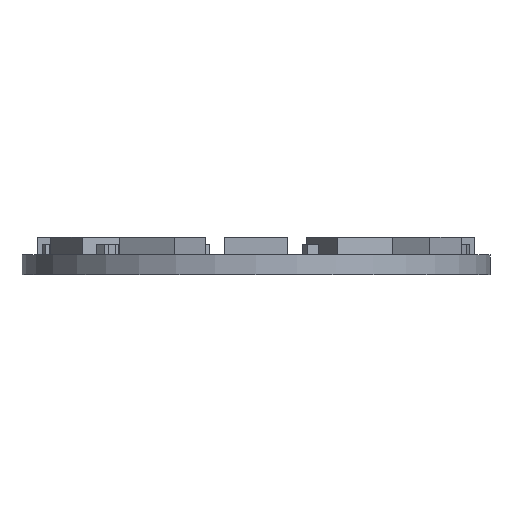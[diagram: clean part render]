
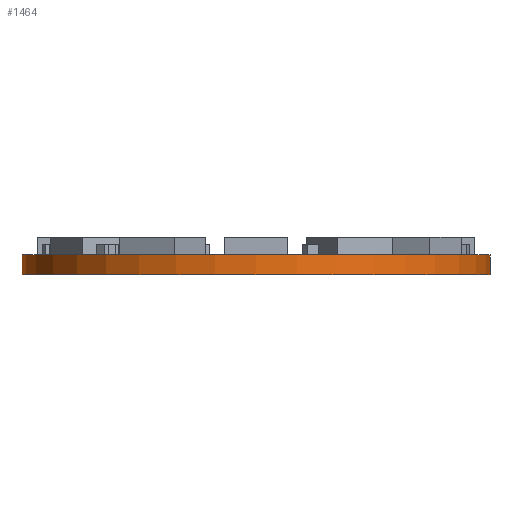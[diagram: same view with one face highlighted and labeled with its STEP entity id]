
A CAD part, front view. The second image highlights one B-rep face of the part: STEP entity #1464.
In plain terms, the highlighted cylindrical face has radius 18.415 mm (diameter 36.83 mm), a full revolution.
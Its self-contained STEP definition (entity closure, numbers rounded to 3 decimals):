
#252=FACE_OUTER_BOUND('',#317,.T.);
#317=EDGE_LOOP('',(#1137,#1138,#1139,#1140));
#463=LINE('',#2391,#553);
#553=VECTOR('',#1992,18.415);
#683=CIRCLE('',#1650,18.415);
#684=CIRCLE('',#1651,18.415);
#767=VERTEX_POINT('',#2388);
#768=VERTEX_POINT('',#2390);
#923=EDGE_CURVE('',#767,#767,#683,.T.);
#924=EDGE_CURVE('',#767,#768,#463,.T.);
#925=EDGE_CURVE('',#768,#768,#684,.T.);
#1137=ORIENTED_EDGE('',*,*,#923,.F.);
#1138=ORIENTED_EDGE('',*,*,#924,.T.);
#1139=ORIENTED_EDGE('',*,*,#925,.T.);
#1140=ORIENTED_EDGE('',*,*,#924,.F.);
#1365=CYLINDRICAL_SURFACE('',#1649,18.415);
#1464=ADVANCED_FACE('',(#252),#1365,.T.);
#1649=AXIS2_PLACEMENT_3D('',#2387,#1988,#1989);
#1650=AXIS2_PLACEMENT_3D('',#2389,#1990,#1991);
#1651=AXIS2_PLACEMENT_3D('',#2392,#1993,#1994);
#1988=DIRECTION('center_axis',(0.,0.,1.));
#1989=DIRECTION('ref_axis',(0.,1.,0.));
#1990=DIRECTION('center_axis',(0.,0.,1.));
#1991=DIRECTION('ref_axis',(0.,1.,0.));
#1992=DIRECTION('',(0.,0.,-1.));
#1993=DIRECTION('center_axis',(0.,0.,1.));
#1994=DIRECTION('ref_axis',(0.,1.,0.));
#2387=CARTESIAN_POINT('Origin',(0.,0.,0.));
#2388=CARTESIAN_POINT('',(0.,-18.415,1.57));
#2389=CARTESIAN_POINT('Origin',(0.,0.,1.57));
#2390=CARTESIAN_POINT('',(0.,-18.415,0.));
#2391=CARTESIAN_POINT('',(0.,-18.415,0.));
#2392=CARTESIAN_POINT('Origin',(0.,0.,0.));
